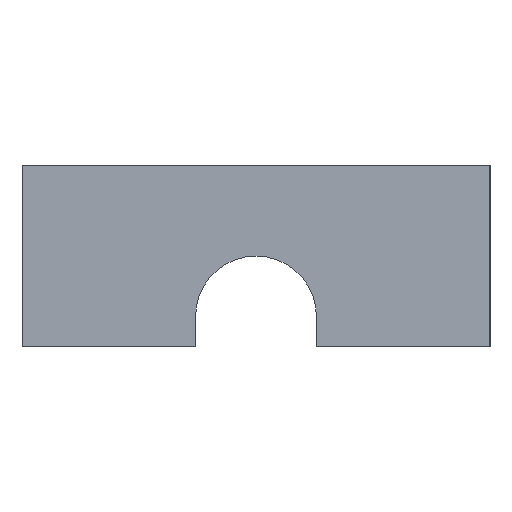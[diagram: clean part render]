
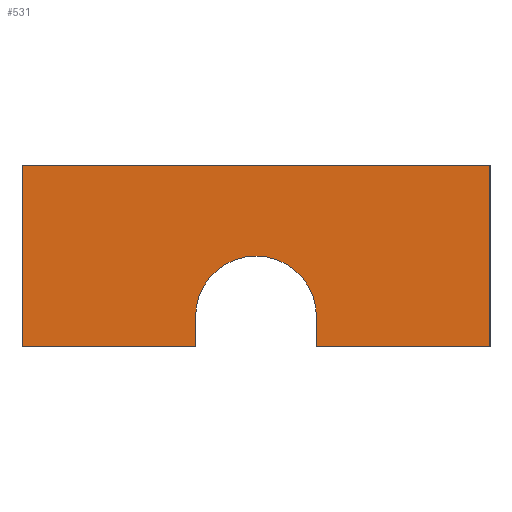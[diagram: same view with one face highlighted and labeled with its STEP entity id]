
A CAD part, left-side view. The second image highlights one B-rep face of the part: STEP entity #531.
In plain terms, the highlighted planar face has unit normal (-1, 0, 0).
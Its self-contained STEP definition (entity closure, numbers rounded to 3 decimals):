
#23 = CIRCLE ( 'NONE', #705, 2. ) ;
#26 = ORIENTED_EDGE ( 'NONE', *, *, #333, .T. ) ;
#53 = LINE ( 'NONE', #1130, #791 ) ;
#60 = PLANE ( 'NONE',  #613 ) ;
#88 = CARTESIAN_POINT ( 'NONE',  ( 146.645, 173.664, 246.971 ) ) ;
#100 = LINE ( 'NONE', #174, #1120 ) ;
#103 = ORIENTED_EDGE ( 'NONE', *, *, #457, .T. ) ;
#108 = EDGE_CURVE ( 'NONE', #959, #1129, #377, .T. ) ;
#110 = EDGE_CURVE ( 'NONE', #505, #1030, #444, .T. ) ;
#113 = DIRECTION ( 'NONE',  ( 1., 0., 0. ) ) ;
#121 = VERTEX_POINT ( 'NONE', #621 ) ;
#141 = DIRECTION ( 'NONE',  ( 0., -1., 0. ) ) ;
#174 = CARTESIAN_POINT ( 'NONE',  ( 146.645, 183.414, 240.971 ) ) ;
#239 = DIRECTION ( 'NONE',  ( 0., 0., 1. ) ) ;
#257 = CARTESIAN_POINT ( 'NONE',  ( 146.645, 173.664, 246.971 ) ) ;
#262 = ORIENTED_EDGE ( 'NONE', *, *, #660, .T. ) ;
#290 = VECTOR ( 'NONE', #609, 1000. ) ;
#297 = CARTESIAN_POINT ( 'NONE',  ( 146.645, 183.414, 241.971 ) ) ;
#315 = DIRECTION ( 'NONE',  ( 0., 0., 1. ) ) ;
#323 = CARTESIAN_POINT ( 'NONE',  ( 146.645, 189.164, 240.971 ) ) ;
#325 = CARTESIAN_POINT ( 'NONE',  ( 146.645, 179.414, 240.971 ) ) ;
#332 = DIRECTION ( 'NONE',  ( 0., 0., 1. ) ) ;
#333 = EDGE_CURVE ( 'NONE', #1054, #121, #1115, .T. ) ;
#348 = ORIENTED_EDGE ( 'NONE', *, *, #775, .T. ) ;
#349 = DIRECTION ( 'NONE',  ( 0., 0., -1. ) ) ;
#358 = CARTESIAN_POINT ( 'NONE',  ( 146.645, 173.664, 240.971 ) ) ;
#370 = EDGE_CURVE ( 'NONE', #1030, #959, #754, .T. ) ;
#377 = LINE ( 'NONE', #88, #290 ) ;
#398 = DIRECTION ( 'NONE',  ( 0., 0., 1. ) ) ;
#401 = ORIENTED_EDGE ( 'NONE', *, *, #108, .T. ) ;
#418 = AXIS2_PLACEMENT_3D ( 'NONE', #547, #113, #398 ) ;
#422 = CARTESIAN_POINT ( 'NONE',  ( 146.645, 181.414, 241.971 ) ) ;
#426 = EDGE_LOOP ( 'NONE', ( #581, #815, #348, #953, #1091, #401, #103, #26, #262 ) ) ;
#427 = DIRECTION ( 'NONE',  ( 1., 0., 0. ) ) ;
#444 = LINE ( 'NONE', #880, #729 ) ;
#457 = EDGE_CURVE ( 'NONE', #1129, #1054, #53, .T. ) ;
#472 = CARTESIAN_POINT ( 'NONE',  ( 146.645, 179.414, 241.971 ) ) ;
#490 = DIRECTION ( 'NONE',  ( 0., 0., -1. ) ) ;
#505 = VERTEX_POINT ( 'NONE', #325 ) ;
#531 = ADVANCED_FACE ( 'NONE', ( #859 ), #60, .T. ) ;
#547 = CARTESIAN_POINT ( 'NONE',  ( 146.645, 181.414, 241.971 ) ) ;
#556 = EDGE_CURVE ( 'NONE', #585, #945, #23, .T. ) ;
#580 = VECTOR ( 'NONE', #490, 1000. ) ;
#581 = ORIENTED_EDGE ( 'NONE', *, *, #1028, .T. ) ;
#585 = VERTEX_POINT ( 'NONE', #813 ) ;
#609 = DIRECTION ( 'NONE',  ( 0., 1., 0. ) ) ;
#613 = AXIS2_PLACEMENT_3D ( 'NONE', #422, #770, #332 ) ;
#621 = CARTESIAN_POINT ( 'NONE',  ( 146.645, 183.414, 240.971 ) ) ;
#660 = EDGE_CURVE ( 'NONE', #121, #1084, #100, .T. ) ;
#677 = CARTESIAN_POINT ( 'NONE',  ( 146.645, 181.414, 241.971 ) ) ;
#693 = CARTESIAN_POINT ( 'NONE',  ( 146.645, 179.414, 241.971 ) ) ;
#705 = AXIS2_PLACEMENT_3D ( 'NONE', #677, #427, #239 ) ;
#721 = DIRECTION ( 'NONE',  ( 0., 0., 1. ) ) ;
#729 = VECTOR ( 'NONE', #1077, 1000. ) ;
#754 = LINE ( 'NONE', #1109, #800 ) ;
#770 = DIRECTION ( 'NONE',  ( -1., 0., 0. ) ) ;
#775 = EDGE_CURVE ( 'NONE', #945, #505, #948, .T. ) ;
#791 = VECTOR ( 'NONE', #349, 1000. ) ;
#800 = VECTOR ( 'NONE', #315, 1000. ) ;
#813 = CARTESIAN_POINT ( 'NONE',  ( 146.645, 181.414, 243.971 ) ) ;
#815 = ORIENTED_EDGE ( 'NONE', *, *, #556, .T. ) ;
#827 = CARTESIAN_POINT ( 'NONE',  ( 146.645, 189.164, 240.971 ) ) ;
#857 = VECTOR ( 'NONE', #141, 1000. ) ;
#859 = FACE_OUTER_BOUND ( 'NONE', #426, .T. ) ;
#880 = CARTESIAN_POINT ( 'NONE',  ( 146.645, 179.414, 240.971 ) ) ;
#921 = CARTESIAN_POINT ( 'NONE',  ( 146.645, 189.164, 246.971 ) ) ;
#945 = VERTEX_POINT ( 'NONE', #693 ) ;
#948 = LINE ( 'NONE', #472, #580 ) ;
#953 = ORIENTED_EDGE ( 'NONE', *, *, #110, .T. ) ;
#959 = VERTEX_POINT ( 'NONE', #257 ) ;
#1028 = EDGE_CURVE ( 'NONE', #1084, #585, #1119, .T. ) ;
#1030 = VERTEX_POINT ( 'NONE', #358 ) ;
#1054 = VERTEX_POINT ( 'NONE', #827 ) ;
#1077 = DIRECTION ( 'NONE',  ( 0., -1., 0. ) ) ;
#1084 = VERTEX_POINT ( 'NONE', #297 ) ;
#1091 = ORIENTED_EDGE ( 'NONE', *, *, #370, .T. ) ;
#1109 = CARTESIAN_POINT ( 'NONE',  ( 146.645, 173.664, 240.971 ) ) ;
#1115 = LINE ( 'NONE', #323, #857 ) ;
#1119 = CIRCLE ( 'NONE', #418, 2. ) ;
#1120 = VECTOR ( 'NONE', #721, 1000. ) ;
#1129 = VERTEX_POINT ( 'NONE', #921 ) ;
#1130 = CARTESIAN_POINT ( 'NONE',  ( 146.645, 189.164, 246.971 ) ) ;
